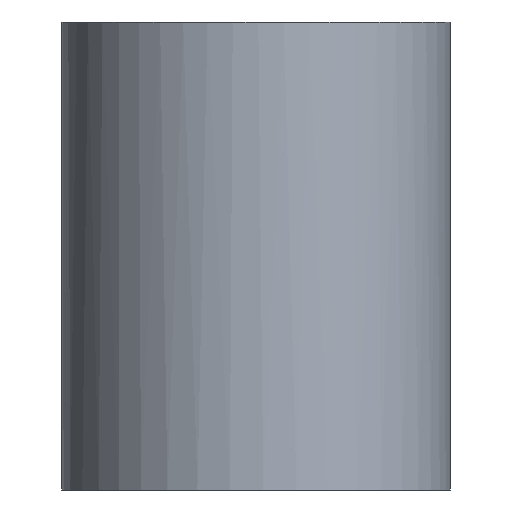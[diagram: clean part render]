
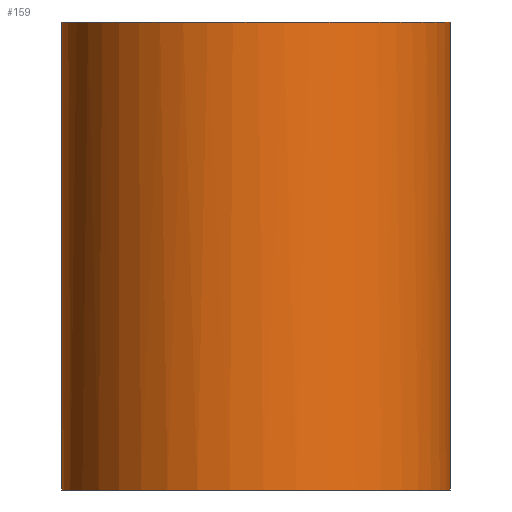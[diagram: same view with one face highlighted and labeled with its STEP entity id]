
A CAD part, front view. The second image highlights one B-rep face of the part: STEP entity #159.
In plain terms, the highlighted free-form (B-spline) face has degree [1, 3] with [2, 4] control points.
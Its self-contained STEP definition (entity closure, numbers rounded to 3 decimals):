
#7 = CARTESIAN_POINT ( 'NONE',  ( 54., 0., 0. ) ) ;
#11 = CARTESIAN_POINT ( 'NONE',  ( 51.243, -17.397, 130. ) ) ;
#14 = FACE_OUTER_BOUND ( 'NONE', #223, .T. ) ;
#22 = CARTESIAN_POINT ( 'NONE',  ( -46.864, -27.06, 130. ) ) ;
#23 = CARTESIAN_POINT ( 'NONE',  ( -42.934, -32.942, 130. ) ) ;
#31 = CARTESIAN_POINT ( 'NONE',  ( 14.004, -52.272, 130. ) ) ;
#37 = CARTESIAN_POINT ( 'NONE',  ( 17.397, -51.243, 130. ) ) ;
#38 = CARTESIAN_POINT ( 'NONE',  ( 54., 0., 130. ) ) ;
#40 = CARTESIAN_POINT ( 'NONE',  ( 54., -3.537, 130. ) ) ;
#59 = EDGE_CURVE ( 'NONE', #165, #215, #201, .T. ) ;
#69 = CARTESIAN_POINT ( 'NONE',  ( 53.652, -7.066, 130. ) ) ;
#73 = CARTESIAN_POINT ( 'NONE',  ( -32.942, -42.934, 130. ) ) ;
#77 = CARTESIAN_POINT ( 'NONE',  ( -54., -3.537, 130. ) ) ;
#88 = CARTESIAN_POINT ( 'NONE',  ( 42.934, -32.942, 130. ) ) ;
#99 = CARTESIAN_POINT ( 'NONE',  ( -7.066, -53.652, 130. ) ) ;
#101 = EDGE_CURVE ( 'NONE', #183, #167, #148, .T. ) ;
#105 = ORIENTED_EDGE ( 'NONE', *, *, #125, .T. ) ;
#108 = CARTESIAN_POINT ( 'NONE',  ( -54., 0., 130. ) ) ;
#121 = CARTESIAN_POINT ( 'NONE',  ( -52.272, -14.004, 130. ) ) ;
#124 = CARTESIAN_POINT ( 'NONE',  ( -40.685, -35.683, 130. ) ) ;
#125 = EDGE_CURVE ( 'NONE', #165, #167, #138, .T. ) ;
#133 = CARTESIAN_POINT ( 'NONE',  ( 54., -108., 0. ) ) ;
#138 =( BOUNDED_CURVE ( )  B_SPLINE_CURVE ( 3, ( #327, #325, #133, #7 ),
 .UNSPECIFIED., .F., .T. ) 
 B_SPLINE_CURVE_WITH_KNOTS ( ( 4, 4 ),
 ( -6.283, -3.142 ),
 .UNSPECIFIED. ) 
 CURVE ( )  GEOMETRIC_REPRESENTATION_ITEM ( )  RATIONAL_B_SPLINE_CURVE ( ( 1., 0.333, 0.333, 1. ) ) 
 REPRESENTATION_ITEM ( '' )  );
#140 = CARTESIAN_POINT ( 'NONE',  ( 54., -108., 130. ) ) ;
#141 = B_SPLINE_CURVE_WITH_KNOTS ( 'NONE', 3,
 ( #292, #77, #171, #121, #284, #251, #22, #23, #124, #316, #73, #285, #252, #228, #341, #99, #231, #269, #185, #31, #37, #261, #203, #296, #236, #302, #88, #304, #244, #11, #163, #69, #40, #278 ),
 .UNSPECIFIED., .F., .F.,
 ( 4, 2, 2, 2, 2, 2, 2, 2, 2, 2, 2, 2, 2, 2, 2, 2, 4 ),
 ( 3.142, 3.338, 3.534, 3.731, 3.927, 4.123, 4.32, 4.516, 4.712, 4.909, 5.105, 5.301, 5.498, 5.694, 5.89, 6.087, 6.283 ),
 .UNSPECIFIED. ) ;
#147 = CARTESIAN_POINT ( 'NONE',  ( -54., 0., 0. ) ) ;
#148 = B_SPLINE_CURVE_WITH_KNOTS ( 'NONE', 1,
 ( #38, #235 ),
 .UNSPECIFIED., .F., .F.,
 ( 2, 2 ),
 ( -1., 0. ),
 .UNSPECIFIED. ) ;
#159 = ADVANCED_FACE ( 'NONE', ( #14 ), #220, .F. ) ;
#162 = ORIENTED_EDGE ( 'NONE', *, *, #330, .F. ) ;
#163 = CARTESIAN_POINT ( 'NONE',  ( 52.272, -14.004, 130. ) ) ;
#165 = VERTEX_POINT ( 'NONE', #168 ) ;
#167 = VERTEX_POINT ( 'NONE', #222 ) ;
#168 = CARTESIAN_POINT ( 'NONE',  ( -54., 0., 0. ) ) ;
#171 = CARTESIAN_POINT ( 'NONE',  ( -53.652, -7.066, 130. ) ) ;
#183 = VERTEX_POINT ( 'NONE', #333 ) ;
#185 = CARTESIAN_POINT ( 'NONE',  ( 7.066, -53.652, 130. ) ) ;
#188 = CARTESIAN_POINT ( 'NONE',  ( 54., 0., 130. ) ) ;
#201 = B_SPLINE_CURVE_WITH_KNOTS ( 'NONE', 1,
 ( #147, #287 ),
 .UNSPECIFIED., .F., .F.,
 ( 2, 2 ),
 ( -1., 0. ),
 .UNSPECIFIED. ) ;
#203 = CARTESIAN_POINT ( 'NONE',  ( 27.06, -46.864, 130. ) ) ;
#215 = VERTEX_POINT ( 'NONE', #108 ) ;
#220 =( BOUNDED_SURFACE ( )  B_SPLINE_SURFACE ( 1, 3, ( 
 ( #188, #140, #242, #240 ),
 ( #312, #306, #279, #276 ) ),
 .UNSPECIFIED., .F., .F., .F. ) 
 B_SPLINE_SURFACE_WITH_KNOTS ( ( 2, 2 ),
 ( 4, 4 ),
 ( 0., 1. ),
 ( 0., 1. ),
 .UNSPECIFIED. ) 
 GEOMETRIC_REPRESENTATION_ITEM ( )  RATIONAL_B_SPLINE_SURFACE ( (
 ( 1., 0.333, 0.333, 1.),
 ( 1., 0.333, 0.333, 1.) ) ) 
 REPRESENTATION_ITEM ( '' )  SURFACE ( )  );
#222 = CARTESIAN_POINT ( 'NONE',  ( 54., 0., 0. ) ) ;
#223 = EDGE_LOOP ( 'NONE', ( #162, #280, #105, #243 ) ) ;
#228 = CARTESIAN_POINT ( 'NONE',  ( -17.397, -51.243, 130. ) ) ;
#231 = CARTESIAN_POINT ( 'NONE',  ( -3.537, -54., 130. ) ) ;
#235 = CARTESIAN_POINT ( 'NONE',  ( 54., 0., 0. ) ) ;
#236 = CARTESIAN_POINT ( 'NONE',  ( 35.683, -40.685, 130. ) ) ;
#240 = CARTESIAN_POINT ( 'NONE',  ( -54., 0., 130. ) ) ;
#242 = CARTESIAN_POINT ( 'NONE',  ( -54., -108., 130. ) ) ;
#243 = ORIENTED_EDGE ( 'NONE', *, *, #101, .F. ) ;
#244 = CARTESIAN_POINT ( 'NONE',  ( 48.536, -23.933, 130. ) ) ;
#251 = CARTESIAN_POINT ( 'NONE',  ( -48.536, -23.933, 130. ) ) ;
#252 = CARTESIAN_POINT ( 'NONE',  ( -23.933, -48.536, 130. ) ) ;
#261 = CARTESIAN_POINT ( 'NONE',  ( 23.933, -48.536, 130. ) ) ;
#269 = CARTESIAN_POINT ( 'NONE',  ( 3.537, -54., 130. ) ) ;
#276 = CARTESIAN_POINT ( 'NONE',  ( -54., 0., 0. ) ) ;
#278 = CARTESIAN_POINT ( 'NONE',  ( 54., 0., 130. ) ) ;
#279 = CARTESIAN_POINT ( 'NONE',  ( -54., -108., 0. ) ) ;
#280 = ORIENTED_EDGE ( 'NONE', *, *, #59, .F. ) ;
#284 = CARTESIAN_POINT ( 'NONE',  ( -51.243, -17.397, 130. ) ) ;
#285 = CARTESIAN_POINT ( 'NONE',  ( -27.06, -46.864, 130. ) ) ;
#287 = CARTESIAN_POINT ( 'NONE',  ( -54., 0., 130. ) ) ;
#292 = CARTESIAN_POINT ( 'NONE',  ( -54., 0., 130. ) ) ;
#296 = CARTESIAN_POINT ( 'NONE',  ( 32.942, -42.934, 130. ) ) ;
#302 = CARTESIAN_POINT ( 'NONE',  ( 40.685, -35.683, 130. ) ) ;
#304 = CARTESIAN_POINT ( 'NONE',  ( 46.864, -27.06, 130. ) ) ;
#306 = CARTESIAN_POINT ( 'NONE',  ( 54., -108., 0. ) ) ;
#312 = CARTESIAN_POINT ( 'NONE',  ( 54., 0., 0. ) ) ;
#316 = CARTESIAN_POINT ( 'NONE',  ( -35.683, -40.685, 130. ) ) ;
#325 = CARTESIAN_POINT ( 'NONE',  ( -54., -108., 0. ) ) ;
#327 = CARTESIAN_POINT ( 'NONE',  ( -54., 0., 0. ) ) ;
#330 = EDGE_CURVE ( 'NONE', #215, #183, #141, .T. ) ;
#333 = CARTESIAN_POINT ( 'NONE',  ( 54., 0., 130. ) ) ;
#341 = CARTESIAN_POINT ( 'NONE',  ( -14.004, -52.272, 130. ) ) ;
